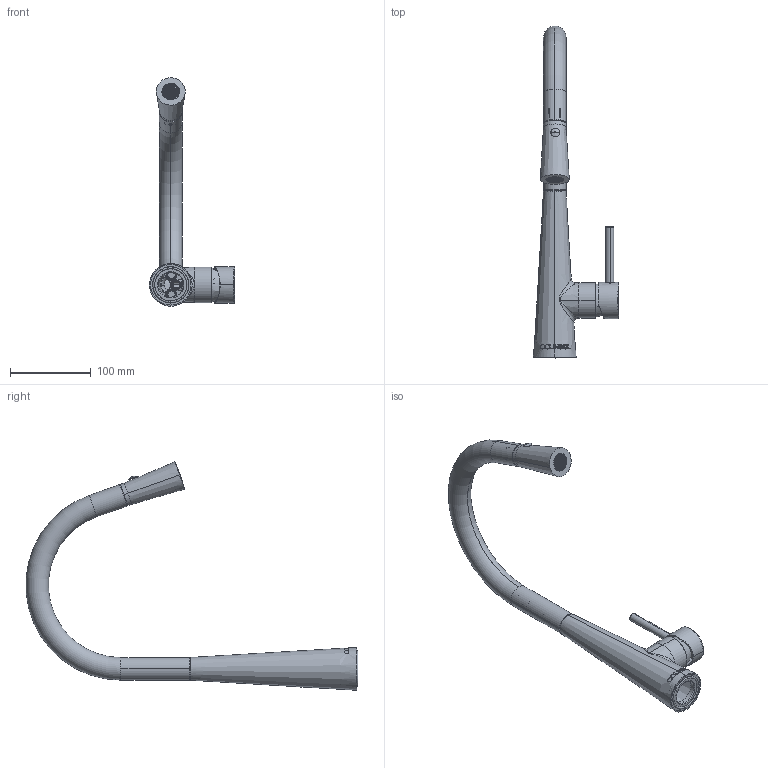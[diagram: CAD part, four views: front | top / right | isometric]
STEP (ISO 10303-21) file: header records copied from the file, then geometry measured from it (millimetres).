
FILE_DESCRIPTION((''),'2;1');
FILE_NAME('820205000_ASM','2023-07-11T12:49:27',('Administrator'),(''),'CREO PARAMETRIC BY PTC INC, 2018500','CREO PARAMETRIC BY PTC INC, 2018500','');
FILE_SCHEMA(('CONFIG_CONTROL_DESIGN'));
Length unit declared in the file: millimetre
Products named in the file (28): 812S019NF; 26X2_2_O00; 7X1_5_O00; 280001; 825B011NF; _8202036_-_7_0001; _8202048_-_1_0001; 200; 300; 820205000_ASM; 813S004CP; 280002; 815S004NF; 45X2_5_O00; 600; M5_1000; 8202036000_ASM; 350001; 23_50001; _10001; 9L000_ASM; 820204800; 820205000; 28-010001; 805A027NF; 8202050_100_ASM
Assembly tree (28 placements, depth 4):
  820205000_ASM
    8202050_100_ASM
      812S019NF
      26X2_2_O00  x2
      7X1_5_O00
      280001
      825B011NF
      820205000_ASM
        _8202036_-_7_0001
        _8202048_-_1_0001
        200
        300
      813S004CP
      280002
      815S004NF
      45X2_5_O00
      8202036000_ASM
        600
        M5_1000
      350001
      23_50001
      9L000_ASM
        _10001
        200
      820204800
      820205000
      28-010001
      805A027NF
Bounding box: 105.6 x 410.99 x 283.04 mm (x, y, z)
Volume: 230400.8 mm3; surface area: 209457.1 mm2
Topology: 24 solids, 24 shells, 1418 faces, 3628 edges, 2361 vertices
Faces by surface type: plane 606, cylinder 423, cone 128, torus 114, extrusion 86, bspline 47, sphere 14
Entity records: 52246 total; most frequent: CARTESIAN_POINT 17093, DIRECTION 7249, ORIENTED_EDGE 7208, EDGE_CURVE 3604, AXIS2_PLACEMENT_3D 2710, VERTEX_POINT 2357, VECTOR 1829, LINE 1743
